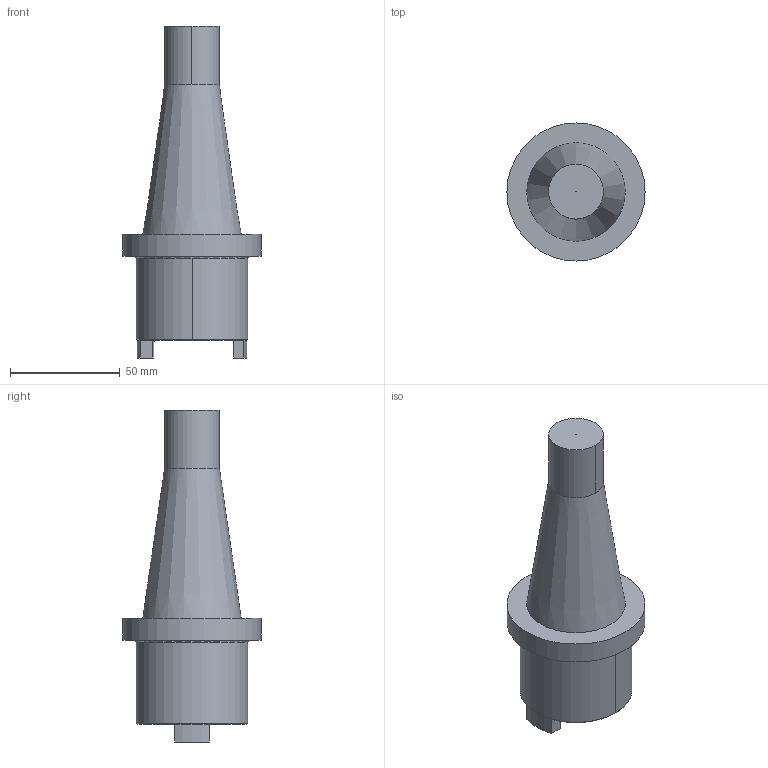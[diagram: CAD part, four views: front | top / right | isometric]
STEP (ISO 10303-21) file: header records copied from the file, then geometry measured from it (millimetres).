
FILE_DESCRIPTION(/* description */ (''),/* implementation_level */ '2;1');
FILE_NAME(/* name */ '2080.40-RED.ISO30.050.stp',/* time_stamp */ '2024-06-21T17:57:16+02:00',/* author */ (''),/* organization */ (''),/* preprocessor_version */ 'ST-DEVELOPER v16.7',/* originating_system */ 'SIEMENS PLM Software NX 12.0',/* authorisation */ '');
FILE_SCHEMA (('AUTOMOTIVE_DESIGN { 1 0 10303 214 3 1 1 1 }'));
Length unit declared in the file: millimetre
Products named in the file (1): pf660940E230f04m
Bounding box: 63 x 63 x 151.4 mm (x, y, z)
Volume: 191549.8 mm3; surface area: 23528.6 mm2
Topology: 1 solids, 1 shells, 31 faces, 73 edges, 46 vertices
Faces by surface type: plane 13, cylinder 10, cone 4, torus 2, bspline 2
Full cylindrical faces by diameter (mm): 63 x1
Entity records: 1104 total; most frequent: CARTESIAN_POINT 326, DIRECTION 158, ORIENTED_EDGE 142, EDGE_CURVE 71, AXIS2_PLACEMENT_3D 62, VERTEX_POINT 47, EDGE_LOOP 38, LINE 34
